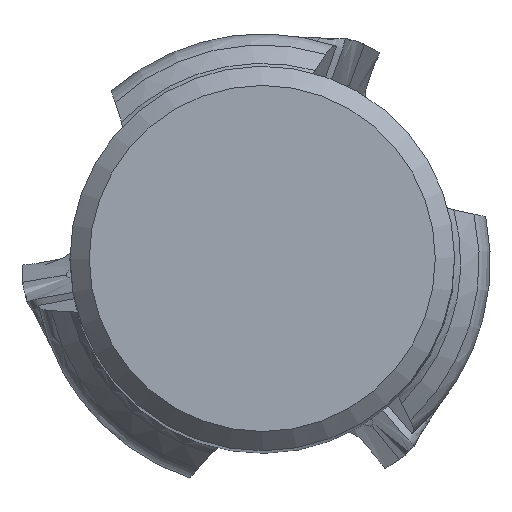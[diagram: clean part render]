
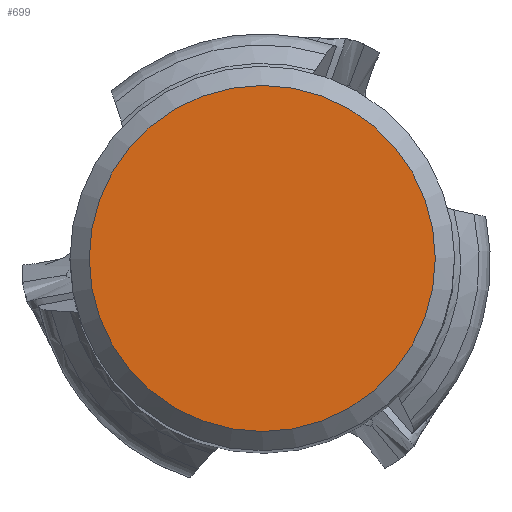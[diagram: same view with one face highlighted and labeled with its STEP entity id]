
A CAD part, top view. The second image highlights one B-rep face of the part: STEP entity #699.
In plain terms, the highlighted planar face has unit normal (0, 0, 1).
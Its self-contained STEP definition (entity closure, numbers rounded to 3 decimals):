
#265=PLANE('',#4064);
#699=ADVANCED_FACE('CU_SU3',(#951),#265,.F.);
#951=FACE_OUTER_BOUND('',#1149,.T.);
#1149=EDGE_LOOP('',(#1872));
#1640=CIRCLE('',#4063,9.);
#1872=ORIENTED_EDGE('',*,*,#3336,.F.);
#2929=VERTEX_POINT('',#6186);
#3336=EDGE_CURVE('',#2929,#2929,#1640,.T.);
#4063=AXIS2_PLACEMENT_3D('',#6185,#4565,#4566);
#4064=AXIS2_PLACEMENT_3D('',#6187,#4567,#4568);
#4565=DIRECTION('',(0.,0.,-1.));
#4566=DIRECTION('',(-1.,0.,0.));
#4567=DIRECTION('',(0.,0.,-1.));
#4568=DIRECTION('',(-1.,0.,0.));
#6185=CARTESIAN_POINT('',(0.,0.,0.));
#6186=CARTESIAN_POINT('',(-9.,0.,0.));
#6187=CARTESIAN_POINT('',(0.,0.,0.));
